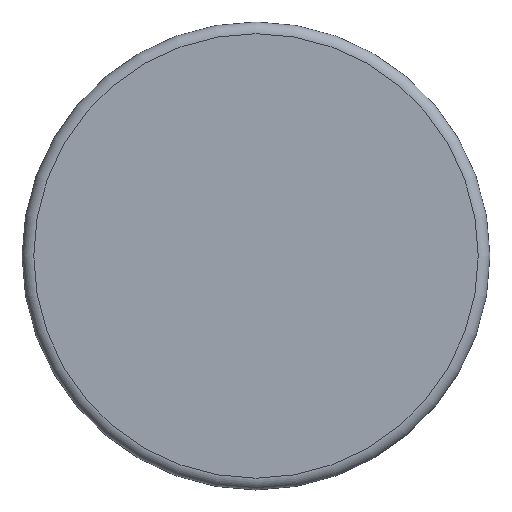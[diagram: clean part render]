
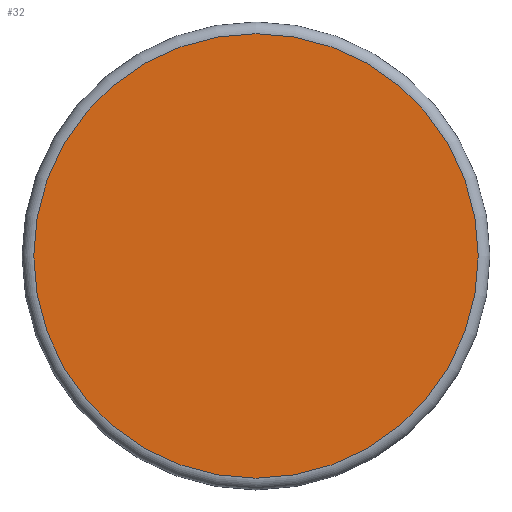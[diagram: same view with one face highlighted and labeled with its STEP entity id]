
A CAD part, top view. The second image highlights one B-rep face of the part: STEP entity #32.
In plain terms, the highlighted planar face has unit normal (0, 0, 1).
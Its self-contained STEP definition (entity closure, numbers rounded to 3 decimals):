
#32 = ADVANCED_FACE( '', ( #65 ), #66, .F. );
#65 = FACE_OUTER_BOUND( '', #102, .T. );
#66 = PLANE( '', #103 );
#102 = EDGE_LOOP( '', ( #167 ) );
#103 = AXIS2_PLACEMENT_3D( '', #168, #169, #170 );
#167 = ORIENTED_EDGE( '', *, *, #210, .T. );
#168 = CARTESIAN_POINT( '', ( 10., 0., 10.3 ) );
#169 = DIRECTION( '', ( 0., 0., -1. ) );
#170 = DIRECTION( '', ( -1., 0., 0. ) );
#210 = EDGE_CURVE( '', #225, #225, #226, .F. );
#225 = VERTEX_POINT( '', #247 );
#226 = CIRCLE( '', #248, 9.5 );
#247 = CARTESIAN_POINT( '', ( -9.5, 0., 10.3 ) );
#248 = AXIS2_PLACEMENT_3D( '', #268, #269, #270 );
#268 = CARTESIAN_POINT( '', ( 0., 0., 10.3 ) );
#269 = DIRECTION( '', ( 0., 0., -1. ) );
#270 = DIRECTION( '', ( -1., 0., 0. ) );
